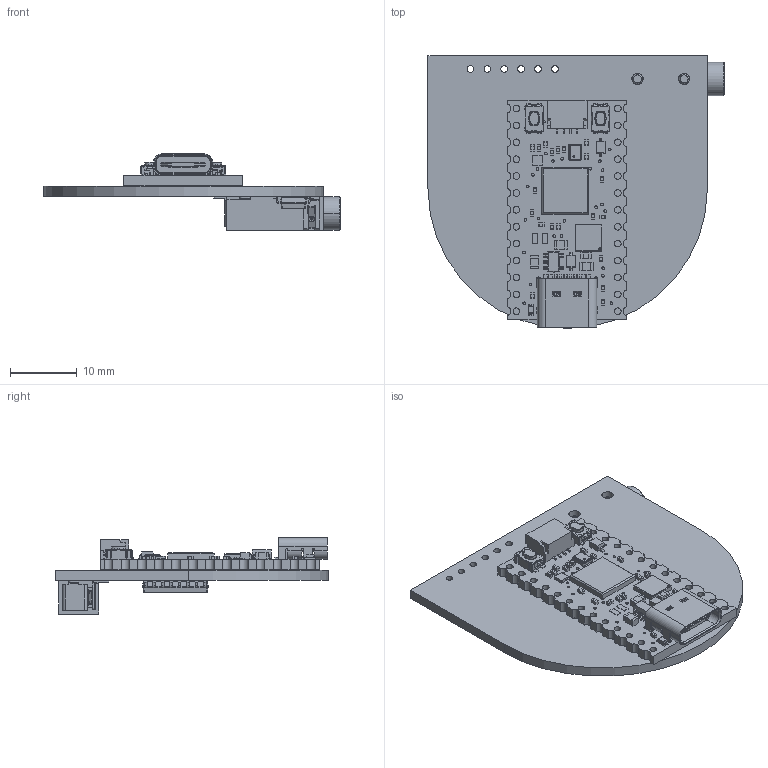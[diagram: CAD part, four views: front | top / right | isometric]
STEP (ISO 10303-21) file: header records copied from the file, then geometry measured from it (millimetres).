
FILE_DESCRIPTION(('KiCad electronic assembly'),'2;1');
FILE_NAME('OpenPressureTest.step','2025-11-21T11:31:18',('Pcbnew'),( 'Kicad'),'Open CASCADE STEP processor 7.8','KiCad to STEP converter' ,'Unknown');
FILE_SCHEMA(('AUTOMOTIVE_DESIGN { 1 0 10303 214 1 1 1 1 }'));
Length unit declared in the file: millimetre
Products named in the file (6): OpenPressureTest 1; 5302 KB2040; OpenPressureTest 1.1.1; MJ-3523-SMT-TR; SOIC-16_3.9x9.9mm_P1.27mm; OpenPressureTest_PCB
Assembly tree (5 placements, depth 3):
  OpenPressureTest 1
    5302 KB2040
      OpenPressureTest 1.1.1
    MJ-3523-SMT-TR
    SOIC-16_3.9x9.9mm_P1.27mm
    OpenPressureTest_PCB
Bounding box: 44.5 x 41 x 11.45 mm (x, y, z)
Volume: 3757.6 mm3; surface area: 6984.4 mm2
Topology: 90 solids, 90 shells, 2580 faces, 6811 edges, 4399 vertices
Faces by surface type: plane 1819, cylinder 608, bspline 84, torus 38, cone 25, sphere 6
Full cylindrical faces by diameter (mm): 0.2 x1, 0.3 x1, 0.394 x47, 0.5 x2, 0.65 x2, 1 x32, 1.7 x2
Entity records: 84931 total; most frequent: CARTESIAN_POINT 17872, ORIENTED_EDGE 13590, DIRECTION 12915, EDGE_CURVE 6795, LINE 5307, VECTOR 5307, VERTEX_POINT 4399, AXIS2_PLACEMENT_3D 3804
